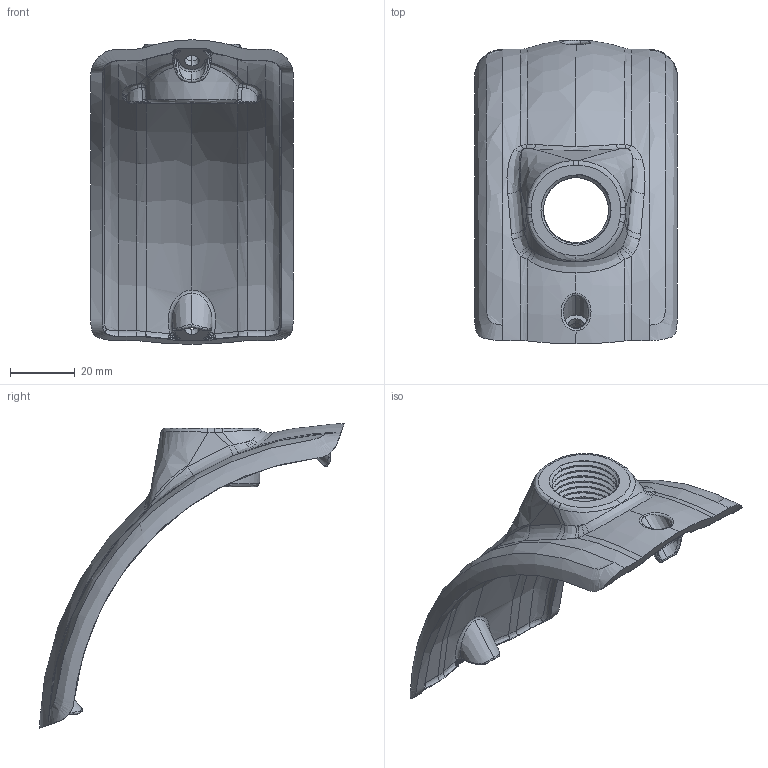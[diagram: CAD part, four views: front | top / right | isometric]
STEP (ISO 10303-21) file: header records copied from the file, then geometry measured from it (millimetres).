
FILE_DESCRIPTION (( 'STEP AP203' ), '1' );
FILE_NAME ('TK060.810.STEP', '2018-09-18T08:33:35', ( '' ), ( '' ), 'SwSTEP 2.0', 'SolidWorks 2018', '' );
FILE_SCHEMA (( 'CONFIG_CONTROL_DESIGN' ));
Length unit declared in the file: millimetre
Products named in the file (1): TK060.810
Bounding box: 62.31 x 93.75 x 93.75 mm (x, y, z)
Volume: 34852.3 mm3; surface area: 22108 mm2
Topology: 1 solids, 1 shells, 313 faces, 805 edges, 476 vertices
Faces by surface type: bspline 229, cylinder 39, cone 26, plane 19
Entity records: 62707 total; most frequent: CARTESIAN_POINT 57041, ORIENTED_EDGE 1570, EDGE_CURVE 785, DIRECTION 606, VERTEX_POINT 476, B_SPLINE_CURVE_WITH_KNOTS 453, EDGE_LOOP 321, ADVANCED_FACE 313
